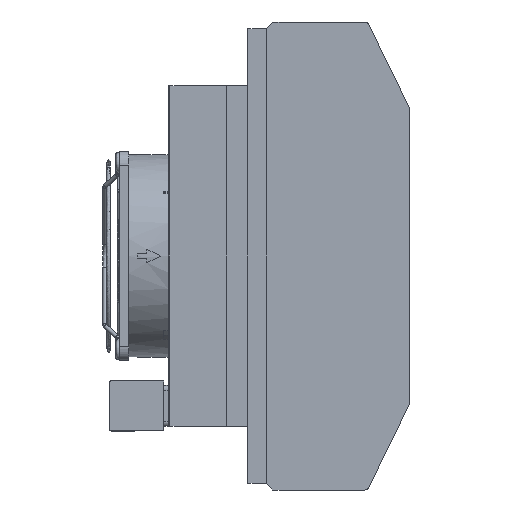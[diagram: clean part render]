
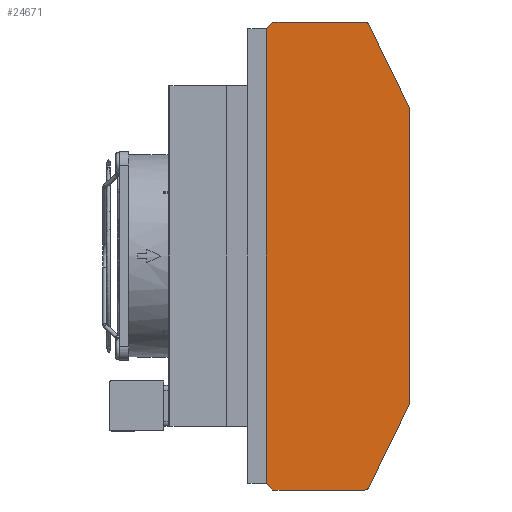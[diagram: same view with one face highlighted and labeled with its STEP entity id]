
A CAD part, left-side view. The second image highlights one B-rep face of the part: STEP entity #24671.
In plain terms, the highlighted planar face has unit normal (-1, 0, 0).
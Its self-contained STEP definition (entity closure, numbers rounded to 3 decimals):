
#1348 = CARTESIAN_POINT ( 'NONE',  ( -131.75, -54.778, -26.877 ) ) ;
#2179 = CARTESIAN_POINT ( 'NONE',  ( -131.75, -72.428, 9.311 ) ) ;
#2871 = CARTESIAN_POINT ( 'NONE',  ( -131.75, -12.63, 178. ) ) ;
#3022 = CARTESIAN_POINT ( 'NONE',  ( -131.75, -72.63, 139.813 ) ) ;
#3117 = EDGE_CURVE ( 'NONE', #19501, #44609, #34140, .T. ) ;
#3209 = VERTEX_POINT ( 'NONE', #2179 ) ;
#3509 = EDGE_CURVE ( 'NONE', #22114, #56083, #45205, .T. ) ;
#3641 = EDGE_CURVE ( 'NONE', #44609, #9754, #23571, .T. ) ;
#3692 = VERTEX_POINT ( 'NONE', #6124 ) ;
#4597 = VERTEX_POINT ( 'NONE', #49578 ) ;
#4768 = CARTESIAN_POINT ( 'NONE',  ( -131.75, -9.63, 175. ) ) ;
#5388 = DIRECTION ( 'NONE',  ( 0., 0., 1. ) ) ;
#5849 = EDGE_CURVE ( 'NONE', #9754, #31526, #56678, .T. ) ;
#6124 = CARTESIAN_POINT ( 'NONE',  ( -131.75, -54.778, 176.877 ) ) ;
#7355 = DIRECTION ( 'NONE',  ( 0., -0.438, 0.899 ) ) ;
#7898 = DIRECTION ( 'NONE',  ( 0., 0., 1. ) ) ;
#8257 = CARTESIAN_POINT ( 'NONE',  ( -131.75, -52.98, 178. ) ) ;
#8620 = AXIS2_PLACEMENT_3D ( 'NONE', #43503, #43211, #42625 ) ;
#8762 = CARTESIAN_POINT ( 'NONE',  ( -131.75, -52.98, 176. ) ) ;
#9684 = CARTESIAN_POINT ( 'NONE',  ( -131.75, -12.63, -28. ) ) ;
#9754 = VERTEX_POINT ( 'NONE', #36290 ) ;
#10653 = ORIENTED_EDGE ( 'NONE', *, *, #3641, .T. ) ;
#11092 = ORIENTED_EDGE ( 'NONE', *, *, #11915, .T. ) ;
#11915 = EDGE_CURVE ( 'NONE', #4597, #22114, #25087, .T. ) ;
#12171 = VECTOR ( 'NONE', #41604, 1000. ) ;
#12610 = DIRECTION ( 'NONE',  ( 0., 0.438, 0.899 ) ) ;
#13540 = DIRECTION ( 'NONE',  ( -1., 0., 0. ) ) ;
#13931 = LINE ( 'NONE', #4768, #33722 ) ;
#14090 = EDGE_CURVE ( 'NONE', #56083, #3692, #35112, .T. ) ;
#15569 = ORIENTED_EDGE ( 'NONE', *, *, #5849, .T. ) ;
#16108 = ORIENTED_EDGE ( 'NONE', *, *, #3509, .T. ) ;
#16546 = ORIENTED_EDGE ( 'NONE', *, *, #54061, .T. ) ;
#16982 = CARTESIAN_POINT ( 'NONE',  ( -131.75, -72.428, 140.689 ) ) ;
#17449 = VECTOR ( 'NONE', #38712, 1000. ) ;
#17477 = ORIENTED_EDGE ( 'NONE', *, *, #3117, .T. ) ;
#18466 = ORIENTED_EDGE ( 'NONE', *, *, #32530, .T. ) ;
#19501 = VERTEX_POINT ( 'NONE', #46791 ) ;
#20005 = CIRCLE ( 'NONE', #46458, 2. ) ;
#20284 = DIRECTION ( 'NONE',  ( 0., 0., 1. ) ) ;
#22010 = CARTESIAN_POINT ( 'NONE',  ( -131.75, -12.63, 178. ) ) ;
#22114 = VERTEX_POINT ( 'NONE', #3022 ) ;
#22351 = DIRECTION ( 'NONE',  ( -1., 0., 0. ) ) ;
#23571 = LINE ( 'NONE', #9684, #12171 ) ;
#24134 = EDGE_CURVE ( 'NONE', #55731, #54251, #49494, .T. ) ;
#24671 = ADVANCED_FACE ( 'NONE', ( #24873 ), #37914, .T. ) ;
#24873 = FACE_OUTER_BOUND ( 'NONE', #37974, .T. ) ;
#25087 = LINE ( 'NONE', #56730, #17449 ) ;
#27638 = VERTEX_POINT ( 'NONE', #1348 ) ;
#30750 = VECTOR ( 'NONE', #56962, 1000. ) ;
#31390 = DIRECTION ( 'NONE',  ( 0., 0.707, -0.707 ) ) ;
#31526 = VERTEX_POINT ( 'NONE', #41706 ) ;
#32530 = EDGE_CURVE ( 'NONE', #54251, #19501, #13931, .T. ) ;
#32897 = DIRECTION ( 'NONE',  ( -1., 0., 0. ) ) ;
#33035 = CARTESIAN_POINT ( 'NONE',  ( -131.75, -52.98, -26. ) ) ;
#33605 = DIRECTION ( 'NONE',  ( -1., 0., 0. ) ) ;
#33722 = VECTOR ( 'NONE', #31390, 1000. ) ;
#34140 = LINE ( 'NONE', #42978, #47071 ) ;
#34141 = EDGE_CURVE ( 'NONE', #27638, #3209, #43978, .T. ) ;
#34221 = CARTESIAN_POINT ( 'NONE',  ( -131.75, -12.63, -28. ) ) ;
#34413 = DIRECTION ( 'NONE',  ( 0., 0., -1. ) ) ;
#35112 = LINE ( 'NONE', #53125, #45977 ) ;
#36290 = CARTESIAN_POINT ( 'NONE',  ( -131.75, -12.63, -28. ) ) ;
#37194 = DIRECTION ( 'NONE',  ( 0., 0., 1. ) ) ;
#37333 = ORIENTED_EDGE ( 'NONE', *, *, #34141, .T. ) ;
#37914 = PLANE ( 'NONE',  #8620 ) ;
#37974 = EDGE_LOOP ( 'NONE', ( #42483, #37333, #16546, #11092, #16108, #58067, #55426, #48579, #18466, #17477, #10653, #15569 ) ) ;
#38598 = AXIS2_PLACEMENT_3D ( 'NONE', #50188, #13540, #37194 ) ;
#38712 = DIRECTION ( 'NONE',  ( 0., 0., 1. ) ) ;
#39270 = CARTESIAN_POINT ( 'NONE',  ( -131.75, -54.778, -26.877 ) ) ;
#41604 = DIRECTION ( 'NONE',  ( 0., -0.707, -0.707 ) ) ;
#41706 = CARTESIAN_POINT ( 'NONE',  ( -131.75, -52.98, -28. ) ) ;
#41759 = EDGE_CURVE ( 'NONE', #31526, #27638, #20005, .T. ) ;
#42483 = ORIENTED_EDGE ( 'NONE', *, *, #41759, .T. ) ;
#42625 = DIRECTION ( 'NONE',  ( 0., 0., 1. ) ) ;
#42978 = CARTESIAN_POINT ( 'NONE',  ( -131.75, -9.63, -25. ) ) ;
#43211 = DIRECTION ( 'NONE',  ( -1., 0., 0. ) ) ;
#43503 = CARTESIAN_POINT ( 'NONE',  ( -131.75, -52.98, -26. ) ) ;
#43978 = LINE ( 'NONE', #39270, #44947 ) ;
#44609 = VERTEX_POINT ( 'NONE', #46994 ) ;
#44947 = VECTOR ( 'NONE', #7355, 1000. ) ;
#45205 = CIRCLE ( 'NONE', #56544, 2. ) ;
#45977 = VECTOR ( 'NONE', #12610, 1000. ) ;
#46120 = CIRCLE ( 'NONE', #38598, 2. ) ;
#46458 = AXIS2_PLACEMENT_3D ( 'NONE', #33035, #33605, #20284 ) ;
#46791 = CARTESIAN_POINT ( 'NONE',  ( -131.75, -9.63, 175. ) ) ;
#46994 = CARTESIAN_POINT ( 'NONE',  ( -131.75, -9.63, -25. ) ) ;
#47071 = VECTOR ( 'NONE', #34413, 1000. ) ;
#48579 = ORIENTED_EDGE ( 'NONE', *, *, #24134, .T. ) ;
#48624 = DIRECTION ( 'NONE',  ( 0., 1., 0. ) ) ;
#49171 = VECTOR ( 'NONE', #48624, 1000. ) ;
#49494 = LINE ( 'NONE', #22010, #49171 ) ;
#49578 = CARTESIAN_POINT ( 'NONE',  ( -131.75, -72.63, 10.187 ) ) ;
#50188 = CARTESIAN_POINT ( 'NONE',  ( -131.75, -70.63, 10.187 ) ) ;
#50311 = CARTESIAN_POINT ( 'NONE',  ( -131.75, -70.63, 139.813 ) ) ;
#50500 = EDGE_CURVE ( 'NONE', #3692, #55731, #57231, .T. ) ;
#53125 = CARTESIAN_POINT ( 'NONE',  ( -131.75, -72.428, 140.689 ) ) ;
#53467 = AXIS2_PLACEMENT_3D ( 'NONE', #8762, #22351, #7898 ) ;
#54061 = EDGE_CURVE ( 'NONE', #3209, #4597, #46120, .T. ) ;
#54251 = VERTEX_POINT ( 'NONE', #2871 ) ;
#55426 = ORIENTED_EDGE ( 'NONE', *, *, #50500, .T. ) ;
#55731 = VERTEX_POINT ( 'NONE', #8257 ) ;
#56083 = VERTEX_POINT ( 'NONE', #16982 ) ;
#56544 = AXIS2_PLACEMENT_3D ( 'NONE', #50311, #32897, #5388 ) ;
#56678 = LINE ( 'NONE', #34221, #30750 ) ;
#56730 = CARTESIAN_POINT ( 'NONE',  ( -131.75, -72.63, 10.187 ) ) ;
#56962 = DIRECTION ( 'NONE',  ( 0., -1., 0. ) ) ;
#57231 = CIRCLE ( 'NONE', #53467, 2. ) ;
#58067 = ORIENTED_EDGE ( 'NONE', *, *, #14090, .T. ) ;
